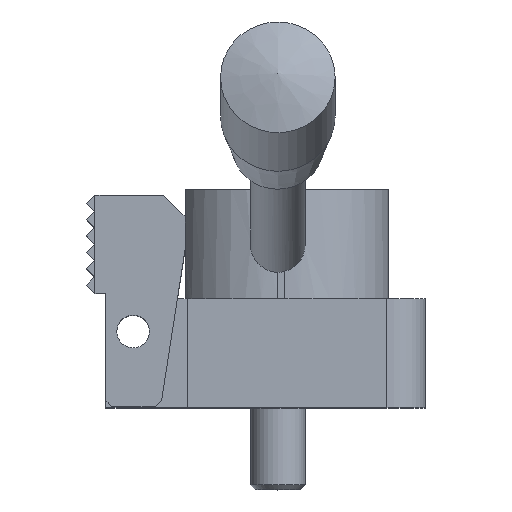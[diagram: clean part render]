
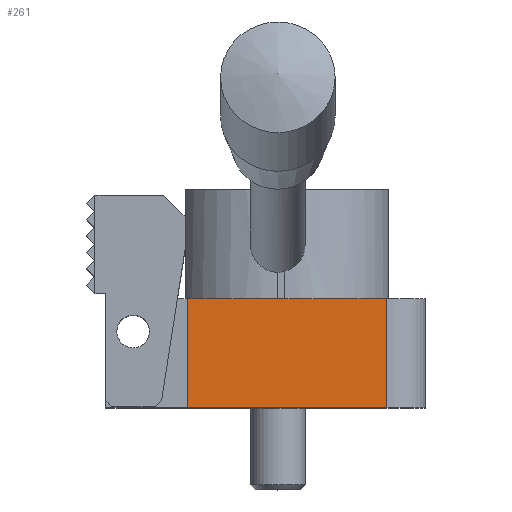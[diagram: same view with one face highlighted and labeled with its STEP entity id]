
A CAD part, top view. The second image highlights one B-rep face of the part: STEP entity #261.
In plain terms, the highlighted planar face has unit normal (0, 0, 1).
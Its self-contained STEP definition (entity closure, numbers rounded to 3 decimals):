
#261 = ADVANCED_FACE( '', ( #603 ), #604, .F. );
#603 = FACE_OUTER_BOUND( '', #1030, .T. );
#604 = PLANE( '', #1031 );
#1030 = EDGE_LOOP( '', ( #1775, #1776, #1777, #1778, #1779, #1780 ) );
#1031 = AXIS2_PLACEMENT_3D( '', #1781, #1782, #1783 );
#1775 = ORIENTED_EDGE( '', *, *, #2676, .T. );
#1776 = ORIENTED_EDGE( '', *, *, #2653, .F. );
#1777 = ORIENTED_EDGE( '', *, *, #2677, .F. );
#1778 = ORIENTED_EDGE( '', *, *, #2565, .F. );
#1779 = ORIENTED_EDGE( '', *, *, #2436, .F. );
#1780 = ORIENTED_EDGE( '', *, *, #2678, .T. );
#1781 = CARTESIAN_POINT( '', ( -16.5, 20., 20. ) );
#1782 = DIRECTION( '', ( 0., 0., -1. ) );
#1783 = DIRECTION( '', ( -1., 0., 0. ) );
#2436 = EDGE_CURVE( '', #2879, #2880, #2881, .T. );
#2565 = EDGE_CURVE( '', #2880, #3098, #3099, .T. );
#2653 = EDGE_CURVE( '', #3236, #3231, #3238, .T. );
#2676 = EDGE_CURVE( '', #3271, #3231, #3272, .T. );
#2677 = EDGE_CURVE( '', #3098, #3236, #3273, .T. );
#2678 = EDGE_CURVE( '', #2879, #3271, #3274, .T. );
#2879 = VERTEX_POINT( '', #3517 );
#2880 = VERTEX_POINT( '', #3518 );
#2881 = LINE( '', #3519, #3520 );
#3098 = VERTEX_POINT( '', #3819 );
#3099 = LINE( '', #3820, #3821 );
#3231 = VERTEX_POINT( '', #4057 );
#3236 = VERTEX_POINT( '', #4063 );
#3238 = LINE( '', #4065, #4066 );
#3271 = VERTEX_POINT( '', #4110 );
#3272 = LINE( '', #4111, #4112 );
#3273 = LINE( '', #4113, #4114 );
#3274 = LINE( '', #4115, #4116 );
#3517 = CARTESIAN_POINT( '', ( -16.5, 20., 20. ) );
#3518 = CARTESIAN_POINT( '', ( -15.718, 20., 20. ) );
#3519 = CARTESIAN_POINT( '', ( -16.5, 20., 20. ) );
#3520 = VECTOR( '', #4390, 1000. );
#3819 = CARTESIAN_POINT( '', ( 16.031, 20., 20. ) );
#3820 = CARTESIAN_POINT( '', ( -16.5, 20., 20. ) );
#3821 = VECTOR( '', #4539, 1000. );
#4057 = CARTESIAN_POINT( '', ( 20., 0., 20. ) );
#4063 = CARTESIAN_POINT( '', ( 20., 20., 20. ) );
#4065 = CARTESIAN_POINT( '', ( 20., 20., 20. ) );
#4066 = VECTOR( '', #4639, 1000. );
#4110 = CARTESIAN_POINT( '', ( -16.5, 0., 20. ) );
#4111 = CARTESIAN_POINT( '', ( -16.5, 0., 20. ) );
#4112 = VECTOR( '', #4666, 1000. );
#4113 = CARTESIAN_POINT( '', ( -16.5, 20., 20. ) );
#4114 = VECTOR( '', #4667, 1000. );
#4115 = CARTESIAN_POINT( '', ( -16.5, 20., 20. ) );
#4116 = VECTOR( '', #4668, 1000. );
#4390 = DIRECTION( '', ( 1., 0., 0. ) );
#4539 = DIRECTION( '', ( 1., 0., 0. ) );
#4639 = DIRECTION( '', ( 0., -1., 0. ) );
#4666 = DIRECTION( '', ( 1., 0., 0. ) );
#4667 = DIRECTION( '', ( 1., 0., 0. ) );
#4668 = DIRECTION( '', ( 0., -1., 0. ) );
